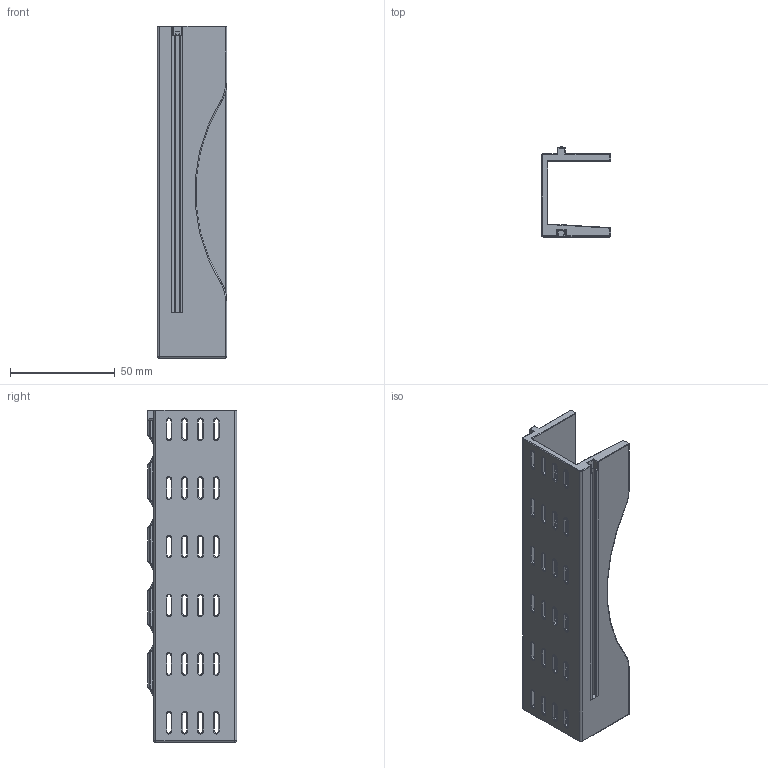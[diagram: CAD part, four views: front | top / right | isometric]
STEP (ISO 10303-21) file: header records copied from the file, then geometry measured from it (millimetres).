
FILE_DESCRIPTION(/* description */ (''),/* implementation_level */ '2;1');
FILE_NAME(/* name */ 'Stand.step',/* time_stamp */ '2021-06-18T21:40:14+02:00',/* author */ (''),/* organization */ (''),/* preprocessor_version */ 'ST-DEVELOPER v18.1',/* originating_system */ 'Autodesk Translation Framework v10.9.0.1377',/* authorisation */ '');
FILE_SCHEMA (('AUTOMOTIVE_DESIGN { 1 0 10303 214 3 1 1 }'));
Length unit declared in the file: millimetre
Products named in the file (1): Stand
Bounding box: 33 x 42.7 x 158.43 mm (x, y, z)
Volume: 47866.3 mm3; surface area: 32184.6 mm2
Topology: 1 solids, 1 shells, 818 faces, 2106 edges, 1254 vertices
Faces by surface type: cylinder 323, bspline 194, torus 169, plane 126, sphere 6
Entity records: 32967 total; most frequent: CARTESIAN_POINT 14026, ORIENTED_EDGE 4172, DIRECTION 3776, EDGE_CURVE 2086, AXIS2_PLACEMENT_3D 1575, VERTEX_POINT 1254, CIRCLE 941, EDGE_LOOP 850
